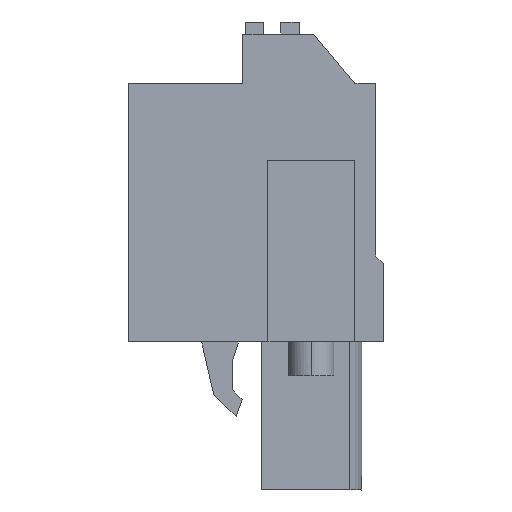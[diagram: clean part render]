
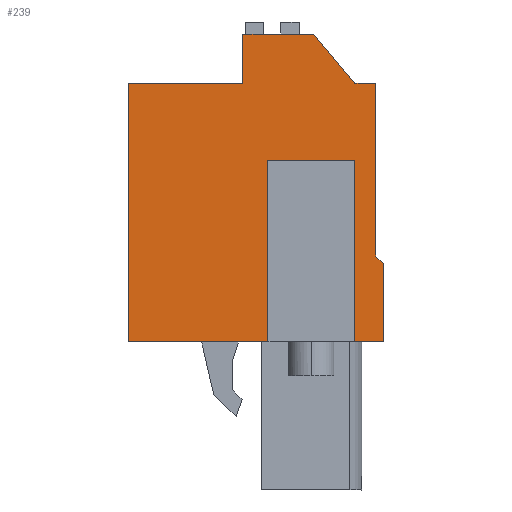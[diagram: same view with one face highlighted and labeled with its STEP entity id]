
A CAD part, left-side view. The second image highlights one B-rep face of the part: STEP entity #239.
In plain terms, the highlighted planar face has unit normal (-1, 0, 0).
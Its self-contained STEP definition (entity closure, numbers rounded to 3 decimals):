
#139=AXIS2_PLACEMENT_3D('Plane Axis2P3D',#136,#137,#138) ;
#40=CARTESIAN_POINT('Vertex',(4.792,0.,13.383)) ;
#45=CARTESIAN_POINT('Line Origine',(4.792,0.,11.066)) ;
#49=CARTESIAN_POINT('Vertex',(4.792,0.,8.75)) ;
#114=CARTESIAN_POINT('Vertex',(4.792,0.45,13.833)) ;
#119=CARTESIAN_POINT('Line Origine',(4.792,0.225,13.608)) ;
#136=CARTESIAN_POINT('Axis2P3D Location',(4.792,0.,0.)) ;
#141=CARTESIAN_POINT('Line Origine',(4.792,0.858,8.75)) ;
#145=CARTESIAN_POINT('Vertex',(4.792,1.716,8.75)) ;
#148=CARTESIAN_POINT('Line Origine',(4.792,0.45,18.936)) ;
#152=CARTESIAN_POINT('Vertex',(4.792,0.45,24.04)) ;
#155=CARTESIAN_POINT('Line Origine',(4.792,1.064,24.04)) ;
#159=CARTESIAN_POINT('Vertex',(4.792,1.679,24.04)) ;
#162=CARTESIAN_POINT('Line Origine',(4.792,2.896,25.49)) ;
#166=CARTESIAN_POINT('Vertex',(4.792,4.112,26.94)) ;
#169=CARTESIAN_POINT('Line Origine',(4.792,6.206,26.94)) ;
#173=CARTESIAN_POINT('Vertex',(4.792,8.3,26.94)) ;
#176=CARTESIAN_POINT('Line Origine',(4.792,8.3,25.49)) ;
#180=CARTESIAN_POINT('Vertex',(4.792,8.3,24.04)) ;
#183=CARTESIAN_POINT('Line Origine',(4.792,11.675,24.04)) ;
#187=CARTESIAN_POINT('Vertex',(4.792,15.05,24.04)) ;
#190=CARTESIAN_POINT('Line Origine',(4.792,15.05,16.395)) ;
#194=CARTESIAN_POINT('Vertex',(4.792,15.05,8.75)) ;
#197=CARTESIAN_POINT('Line Origine',(4.792,10.933,8.75)) ;
#201=CARTESIAN_POINT('Vertex',(4.792,6.816,8.75)) ;
#204=CARTESIAN_POINT('Line Origine',(4.792,6.816,14.1)) ;
#208=CARTESIAN_POINT('Vertex',(4.792,6.816,19.45)) ;
#211=CARTESIAN_POINT('Line Origine',(4.792,4.266,19.45)) ;
#215=CARTESIAN_POINT('Vertex',(4.792,1.716,19.45)) ;
#218=CARTESIAN_POINT('Line Origine',(4.792,1.716,14.1)) ;
#46=DIRECTION('Vector Direction',(0.,0.,-1.)) ;
#120=DIRECTION('Vector Direction',(0.,-0.707,-0.707)) ;
#137=DIRECTION('Axis2P3D Direction',(-1.,0.,0.)) ;
#138=DIRECTION('Axis2P3D XDirection',(0.,0.,1.)) ;
#142=DIRECTION('Vector Direction',(0.,1.,0.)) ;
#149=DIRECTION('Vector Direction',(0.,0.,1.)) ;
#156=DIRECTION('Vector Direction',(0.,1.,0.)) ;
#163=DIRECTION('Vector Direction',(0.,-0.643,-0.766)) ;
#170=DIRECTION('Vector Direction',(0.,-1.,0.)) ;
#177=DIRECTION('Vector Direction',(0.,0.,1.)) ;
#184=DIRECTION('Vector Direction',(0.,-1.,0.)) ;
#191=DIRECTION('Vector Direction',(0.,0.,-1.)) ;
#198=DIRECTION('Vector Direction',(0.,1.,0.)) ;
#205=DIRECTION('Vector Direction',(0.,0.,1.)) ;
#212=DIRECTION('Vector Direction',(0.,-1.,0.)) ;
#219=DIRECTION('Vector Direction',(0.,0.,1.)) ;
#47=VECTOR('Line Direction',#46,1.) ;
#121=VECTOR('Line Direction',#120,1.) ;
#143=VECTOR('Line Direction',#142,1.) ;
#150=VECTOR('Line Direction',#149,1.) ;
#157=VECTOR('Line Direction',#156,1.) ;
#164=VECTOR('Line Direction',#163,1.) ;
#171=VECTOR('Line Direction',#170,1.) ;
#178=VECTOR('Line Direction',#177,1.) ;
#185=VECTOR('Line Direction',#184,1.) ;
#192=VECTOR('Line Direction',#191,1.) ;
#199=VECTOR('Line Direction',#198,1.) ;
#206=VECTOR('Line Direction',#205,1.) ;
#213=VECTOR('Line Direction',#212,1.) ;
#220=VECTOR('Line Direction',#219,1.) ;
#224=ORIENTED_EDGE('',*,*,#147,.T.) ;
#225=ORIENTED_EDGE('',*,*,#51,.T.) ;
#226=ORIENTED_EDGE('',*,*,#123,.T.) ;
#227=ORIENTED_EDGE('',*,*,#154,.T.) ;
#228=ORIENTED_EDGE('',*,*,#161,.T.) ;
#229=ORIENTED_EDGE('',*,*,#168,.T.) ;
#230=ORIENTED_EDGE('',*,*,#175,.T.) ;
#231=ORIENTED_EDGE('',*,*,#182,.T.) ;
#232=ORIENTED_EDGE('',*,*,#189,.T.) ;
#233=ORIENTED_EDGE('',*,*,#196,.T.) ;
#234=ORIENTED_EDGE('',*,*,#203,.T.) ;
#235=ORIENTED_EDGE('',*,*,#210,.F.) ;
#236=ORIENTED_EDGE('',*,*,#217,.F.) ;
#237=ORIENTED_EDGE('',*,*,#222,.F.) ;
#239=ADVANCED_FACE('HOUSING',(#238),#140,.T.) ;
#51=EDGE_CURVE('',#50,#41,#48,.F.) ;
#123=EDGE_CURVE('',#41,#115,#122,.F.) ;
#147=EDGE_CURVE('',#146,#50,#144,.F.) ;
#154=EDGE_CURVE('',#115,#153,#151,.T.) ;
#161=EDGE_CURVE('',#153,#160,#158,.T.) ;
#168=EDGE_CURVE('',#160,#167,#165,.F.) ;
#175=EDGE_CURVE('',#167,#174,#172,.F.) ;
#182=EDGE_CURVE('',#174,#181,#179,.F.) ;
#189=EDGE_CURVE('',#181,#188,#186,.F.) ;
#196=EDGE_CURVE('',#188,#195,#193,.T.) ;
#203=EDGE_CURVE('',#195,#202,#200,.F.) ;
#210=EDGE_CURVE('',#209,#202,#207,.F.) ;
#217=EDGE_CURVE('',#216,#209,#214,.F.) ;
#222=EDGE_CURVE('',#146,#216,#221,.T.) ;
#223=EDGE_LOOP('',(#224,#225,#226,#227,#228,#229,#230,#231,#232,#233,#234,#235,#236,#237)) ;
#238=FACE_OUTER_BOUND('',#223,.T.) ;
#48=LINE('Line',#45,#47) ;
#122=LINE('Line',#119,#121) ;
#144=LINE('Line',#141,#143) ;
#151=LINE('Line',#148,#150) ;
#158=LINE('Line',#155,#157) ;
#165=LINE('Line',#162,#164) ;
#172=LINE('Line',#169,#171) ;
#179=LINE('Line',#176,#178) ;
#186=LINE('Line',#183,#185) ;
#193=LINE('Line',#190,#192) ;
#200=LINE('Line',#197,#199) ;
#207=LINE('Line',#204,#206) ;
#214=LINE('Line',#211,#213) ;
#221=LINE('Line',#218,#220) ;
#140=PLANE('',#139) ;
#41=VERTEX_POINT('',#40) ;
#50=VERTEX_POINT('',#49) ;
#115=VERTEX_POINT('',#114) ;
#146=VERTEX_POINT('',#145) ;
#153=VERTEX_POINT('',#152) ;
#160=VERTEX_POINT('',#159) ;
#167=VERTEX_POINT('',#166) ;
#174=VERTEX_POINT('',#173) ;
#181=VERTEX_POINT('',#180) ;
#188=VERTEX_POINT('',#187) ;
#195=VERTEX_POINT('',#194) ;
#202=VERTEX_POINT('',#201) ;
#209=VERTEX_POINT('',#208) ;
#216=VERTEX_POINT('',#215) ;
